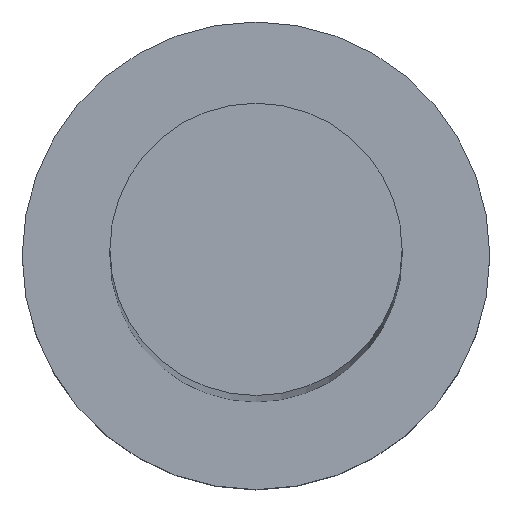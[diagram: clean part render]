
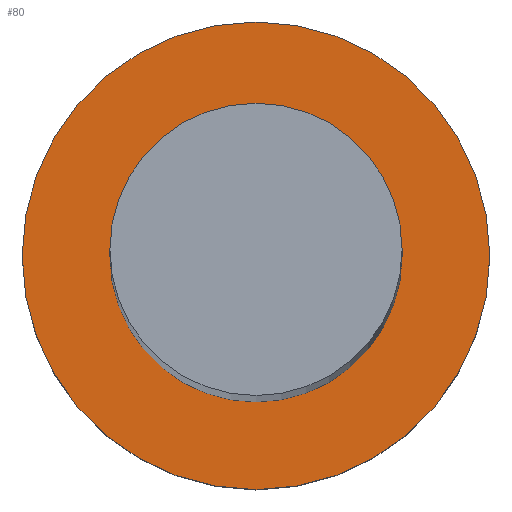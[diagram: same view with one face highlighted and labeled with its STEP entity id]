
A CAD part, top view. The second image highlights one B-rep face of the part: STEP entity #80.
In plain terms, the highlighted planar face has unit normal (0, 0, 1).
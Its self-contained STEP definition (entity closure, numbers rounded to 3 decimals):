
#4 = DIRECTION ( 'NONE',  ( 1., 0., 0. ) ) ;
#9 = DIRECTION ( 'NONE',  ( 1., 0., 0. ) ) ;
#10 = EDGE_CURVE ( 'NONE', #75, #78, #46, .T. ) ;
#19 = FACE_BOUND ( 'NONE', #64, .T. ) ;
#23 = CARTESIAN_POINT ( 'NONE',  ( 0., 0., 5. ) ) ;
#26 = CARTESIAN_POINT ( 'NONE',  ( 0., 0., 5. ) ) ;
#33 = CARTESIAN_POINT ( 'NONE',  ( 0., 0., 5. ) ) ;
#46 = CIRCLE ( 'NONE', #223, 3.75 ) ;
#58 = VERTEX_POINT ( 'NONE', #248 ) ;
#59 = DIRECTION ( 'NONE',  ( 0., 0., 1. ) ) ;
#62 = EDGE_LOOP ( 'NONE', ( #112, #237 ) ) ;
#64 = EDGE_LOOP ( 'NONE', ( #196, #154 ) ) ;
#67 = CARTESIAN_POINT ( 'NONE',  ( 0., 0., 5. ) ) ;
#72 = CIRCLE ( 'NONE', #209, 6. ) ;
#74 = PLANE ( 'NONE',  #132 ) ;
#75 = VERTEX_POINT ( 'NONE', #186 ) ;
#78 = VERTEX_POINT ( 'NONE', #147 ) ;
#80 = ADVANCED_FACE ( 'NONE', ( #19, #214 ), #74, .T. ) ;
#83 = CARTESIAN_POINT ( 'NONE',  ( 0., 0., 5. ) ) ;
#101 = DIRECTION ( 'NONE',  ( 1., 0., 0. ) ) ;
#112 = ORIENTED_EDGE ( 'NONE', *, *, #215, .T. ) ;
#132 = AXIS2_PLACEMENT_3D ( 'NONE', #67, #228, #205 ) ;
#134 = EDGE_CURVE ( 'NONE', #58, #216, #172, .T. ) ;
#137 = AXIS2_PLACEMENT_3D ( 'NONE', #33, #190, #9 ) ;
#147 = CARTESIAN_POINT ( 'NONE',  ( -3.75, 0., 5. ) ) ;
#154 = ORIENTED_EDGE ( 'NONE', *, *, #10, .F. ) ;
#161 = AXIS2_PLACEMENT_3D ( 'NONE', #83, #243, #240 ) ;
#172 = CIRCLE ( 'NONE', #137, 6. ) ;
#186 = CARTESIAN_POINT ( 'NONE',  ( 3.75, 0., 5. ) ) ;
#190 = DIRECTION ( 'NONE',  ( 0., 0., 1. ) ) ;
#196 = ORIENTED_EDGE ( 'NONE', *, *, #229, .F. ) ;
#205 = DIRECTION ( 'NONE',  ( 1., 0., 0. ) ) ;
#209 = AXIS2_PLACEMENT_3D ( 'NONE', #23, #222, #4 ) ;
#214 = FACE_OUTER_BOUND ( 'NONE', #62, .T. ) ;
#215 = EDGE_CURVE ( 'NONE', #216, #58, #72, .T. ) ;
#216 = VERTEX_POINT ( 'NONE', #221 ) ;
#221 = CARTESIAN_POINT ( 'NONE',  ( -6., 0., 5. ) ) ;
#222 = DIRECTION ( 'NONE',  ( 0., 0., 1. ) ) ;
#223 = AXIS2_PLACEMENT_3D ( 'NONE', #26, #59, #101 ) ;
#228 = DIRECTION ( 'NONE',  ( 0., 0., 1. ) ) ;
#229 = EDGE_CURVE ( 'NONE', #78, #75, #242, .T. ) ;
#237 = ORIENTED_EDGE ( 'NONE', *, *, #134, .T. ) ;
#240 = DIRECTION ( 'NONE',  ( 1., 0., 0. ) ) ;
#242 = CIRCLE ( 'NONE', #161, 3.75 ) ;
#243 = DIRECTION ( 'NONE',  ( 0., 0., 1. ) ) ;
#248 = CARTESIAN_POINT ( 'NONE',  ( 6., 0., 5. ) ) ;
